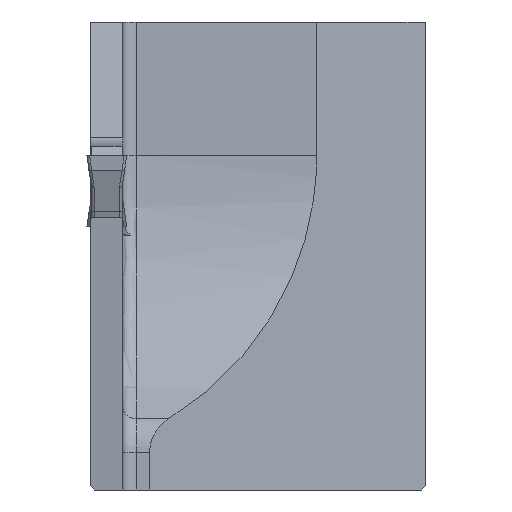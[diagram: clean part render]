
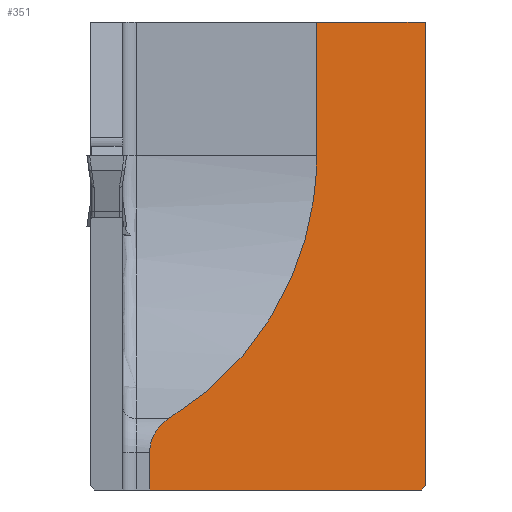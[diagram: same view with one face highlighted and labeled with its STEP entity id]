
A CAD part, left-side view. The second image highlights one B-rep face of the part: STEP entity #351.
In plain terms, the highlighted planar face has unit normal (-0.707, -0.707, 0).
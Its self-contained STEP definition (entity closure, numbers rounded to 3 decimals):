
#295=ELLIPSE('',#1577,4.243,3.);
#296=ELLIPSE('',#1580,32.527,23.);
#351=ADVANCED_FACE('',(#472),#416,.F.);
#416=PLANE('',#1592);
#472=FACE_OUTER_BOUND('',#544,.T.);
#544=EDGE_LOOP('',(#747,#748,#749,#750,#751,#752,#753,#754));
#747=ORIENTED_EDGE('',*,*,#1165,.F.);
#748=ORIENTED_EDGE('',*,*,#1163,.F.);
#749=ORIENTED_EDGE('',*,*,#1160,.F.);
#750=ORIENTED_EDGE('',*,*,#1167,.F.);
#751=ORIENTED_EDGE('',*,*,#1135,.F.);
#752=ORIENTED_EDGE('',*,*,#1129,.F.);
#753=ORIENTED_EDGE('',*,*,#1117,.F.);
#754=ORIENTED_EDGE('',*,*,#1112,.F.);
#993=VERTEX_POINT('',#2085);
#994=VERTEX_POINT('',#2087);
#998=VERTEX_POINT('',#2097);
#1006=VERTEX_POINT('',#2118);
#1011=VERTEX_POINT('',#2133);
#1018=VERTEX_POINT('',#2175);
#1021=VERTEX_POINT('',#2180);
#1022=VERTEX_POINT('',#2184);
#1112=EDGE_CURVE('',#993,#994,#1288,.T.);
#1117=EDGE_CURVE('',#994,#998,#1292,.T.);
#1129=EDGE_CURVE('',#998,#1006,#1304,.T.);
#1135=EDGE_CURVE('',#1006,#1011,#1310,.T.);
#1160=EDGE_CURVE('',#1021,#1018,#295,.T.);
#1163=EDGE_CURVE('',#1018,#1022,#296,.T.);
#1165=EDGE_CURVE('',#1022,#993,#1333,.T.);
#1167=EDGE_CURVE('',#1011,#1021,#1335,.T.);
#1288=LINE('',#2086,#1426);
#1292=LINE('',#2096,#1430);
#1304=LINE('',#2120,#1442);
#1310=LINE('',#2132,#1448);
#1333=LINE('',#2190,#1471);
#1335=LINE('',#2193,#1473);
#1426=VECTOR('',#1701,1.);
#1430=VECTOR('',#1709,1.);
#1442=VECTOR('',#1727,1.);
#1448=VECTOR('',#1737,1.);
#1471=VECTOR('',#1804,1.);
#1473=VECTOR('',#1808,1.);
#1577=AXIS2_PLACEMENT_3D('',#2181,#1792,#1793);
#1580=AXIS2_PLACEMENT_3D('',#2187,#1799,#1800);
#1592=AXIS2_PLACEMENT_3D('',#2229,#1827,#1828);
#1701=DIRECTION('',(0.707,-0.707,0.));
#1709=DIRECTION('',(0.,0.,-1.));
#1727=DIRECTION('',(-0.577,0.577,-0.577));
#1737=DIRECTION('',(-0.707,0.707,0.));
#1792=DIRECTION('',(0.707,0.707,0.));
#1793=DIRECTION('',(-0.707,0.707,0.));
#1799=DIRECTION('',(-0.707,-0.707,0.));
#1800=DIRECTION('',(-0.707,0.707,0.));
#1804=DIRECTION('',(0.,0.,1.));
#1808=DIRECTION('',(0.,0.,1.));
#1827=DIRECTION('',(0.707,0.707,0.));
#1828=DIRECTION('',(0.707,-0.707,0.));
#2085=CARTESIAN_POINT('',(23.,-16.9,10.));
#2086=CARTESIAN_POINT('',(10.5,-4.4,10.));
#2087=CARTESIAN_POINT('',(31.1,-25.,10.));
#2096=CARTESIAN_POINT('',(31.1,-25.,-26.));
#2097=CARTESIAN_POINT('',(31.1,-25.,-24.7));
#2118=CARTESIAN_POINT('',(30.8,-24.7,-25.));
#2120=CARTESIAN_POINT('',(16.933,-10.833,-38.867));
#2132=CARTESIAN_POINT('',(10.5,-4.4,-25.));
#2133=CARTESIAN_POINT('',(10.5,-4.4,-25.));
#2175=CARTESIAN_POINT('',(11.942,-5.842,-19.657));
#2180=CARTESIAN_POINT('',(10.5,-4.4,-22.22));
#2181=CARTESIAN_POINT('',(13.5,-7.4,-22.22));
#2184=CARTESIAN_POINT('',(23.,-16.9,0.));
#2187=CARTESIAN_POINT('',(0.,6.1,0.));
#2190=CARTESIAN_POINT('',(23.,-16.9,-26.));
#2193=CARTESIAN_POINT('',(10.5,-4.4,-26.));
#2229=CARTESIAN_POINT('',(10.5,-4.4,-26.));
